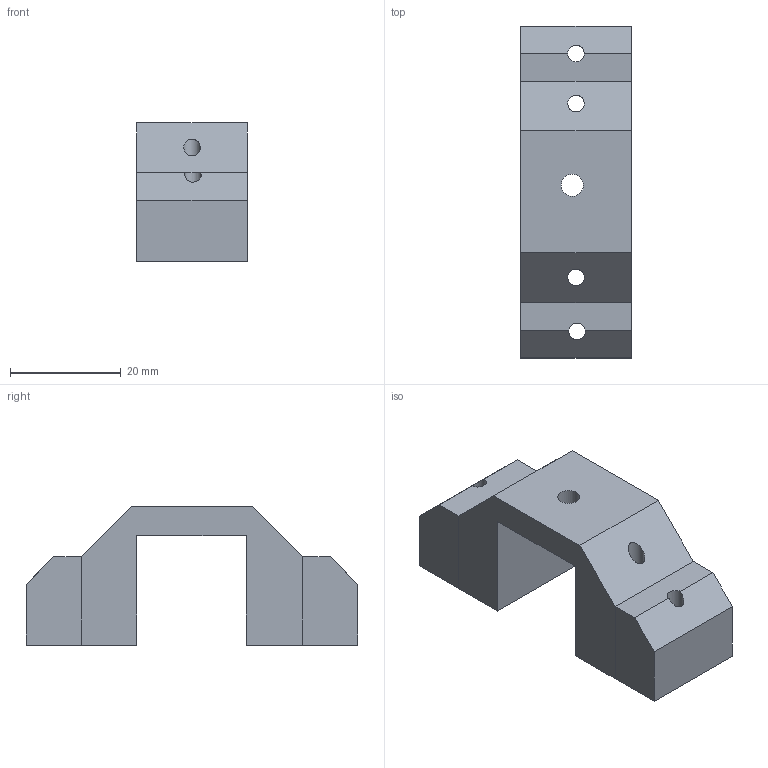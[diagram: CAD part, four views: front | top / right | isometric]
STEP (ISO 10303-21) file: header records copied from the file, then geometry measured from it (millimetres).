
FILE_DESCRIPTION(/* description */ (''),/* implementation_level */ '2;1');
FILE_NAME(/* name */ 'YaxisMount.step',/* time_stamp */ '2025-10-22T17:26:12+05:30',/* author */ (''),/* organization */ (''),/* preprocessor_version */ 'ST-DEVELOPER v20.1',/* originating_system */ 'Autodesk Translation Framework v14.17.0.0',/* authorisation */ '');
FILE_SCHEMA (('AUTOMOTIVE_DESIGN { 1 0 10303 214 3 1 1 }'));
Length unit declared in the file: millimetre
Products named in the file (1): 2025-10-22-17-18-16-297
Bounding box: 20 x 60 x 25 mm (x, y, z)
Volume: 15866.2 mm3; surface area: 7436.4 mm2
Topology: 3 solids, 3 shells, 31 faces, 81 edges, 54 vertices
Faces by surface type: plane 26, cylinder 5
Full cylindrical faces by diameter (mm): 3 x4, 4 x1
Entity records: 1007 total; most frequent: CARTESIAN_POINT 167, ORIENTED_EDGE 162, DIRECTION 159, EDGE_CURVE 81, LINE 67, VECTOR 67, VERTEX_POINT 54, AXIS2_PLACEMENT_3D 46
